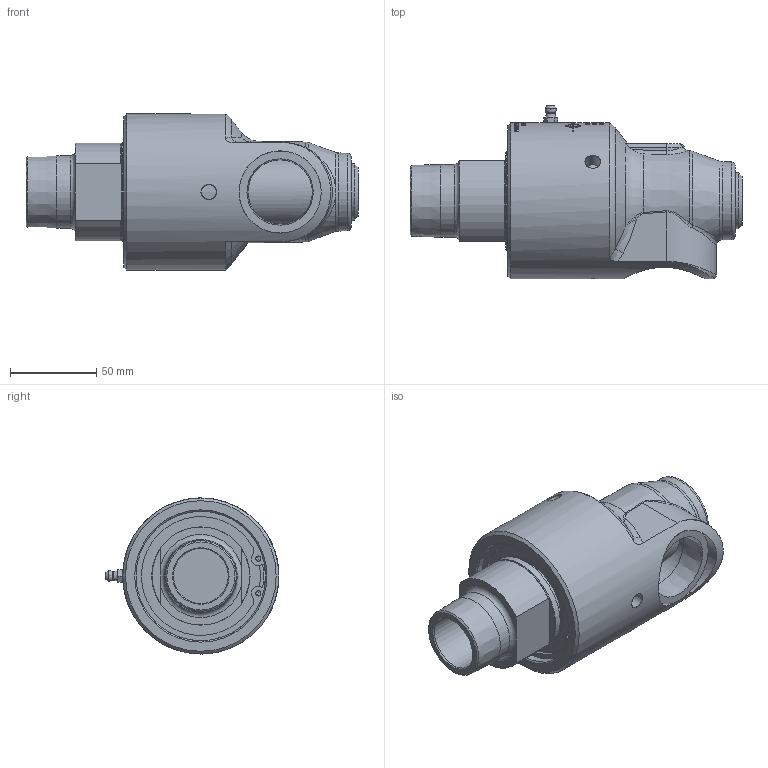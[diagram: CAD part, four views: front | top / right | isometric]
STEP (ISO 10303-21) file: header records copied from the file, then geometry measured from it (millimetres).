
FILE_DESCRIPTION(/* description */ ('Interface Control Model'),/* implementation_level */ '2;1');
FILE_NAME(/* name */ '527-050-001-IC.stp',/* time_stamp */ '2022-04-20T08:03:41-05:00',/* author */ ('msvetlecich'),/* organization */ (''),/* preprocessor_version */ 'ST-DEVELOPER v18.1',/* originating_system */ 'Autodesk Inventor 2022',/* authorisation */ '');
FILE_SCHEMA (('AUTOMOTIVE_DESIGN { 1 0 10303 214 3 1 1 }'));
Products named in the file (1): 527-050-001-IC
Bounding box: 192.43 x 100.74 x 90.5 mm (x, y, z)
Volume: 591103.1 mm3; surface area: 79688.2 mm2
Topology: 1 solids, 7 shells, 1565 faces, 4194 edges, 2788 vertices
Faces by surface type: bspline 745, plane 602, cylinder 177, cone 26, torus 13, sphere 2
Full cylindrical faces by diameter (mm): 3 x4, 3.12 x2, 6.34 x1, 8.6 x3, 31.8 x1, 37.313 x1, 39.75 x1, 42.16 x1, 44.4 x1, 47.6 x1, 50.05 x1, 53.5 x1, 56.742 x1, 57 x1, 69 x1, 75.08 x1, 90.5 x1
Entity records: 65172 total; most frequent: CARTESIAN_POINT 30054, ORIENTED_EDGE 8376, DIRECTION 5145, EDGE_CURVE 4188, VERTEX_POINT 2788, LINE 1769, VECTOR 1769, EDGE_LOOP 1726
